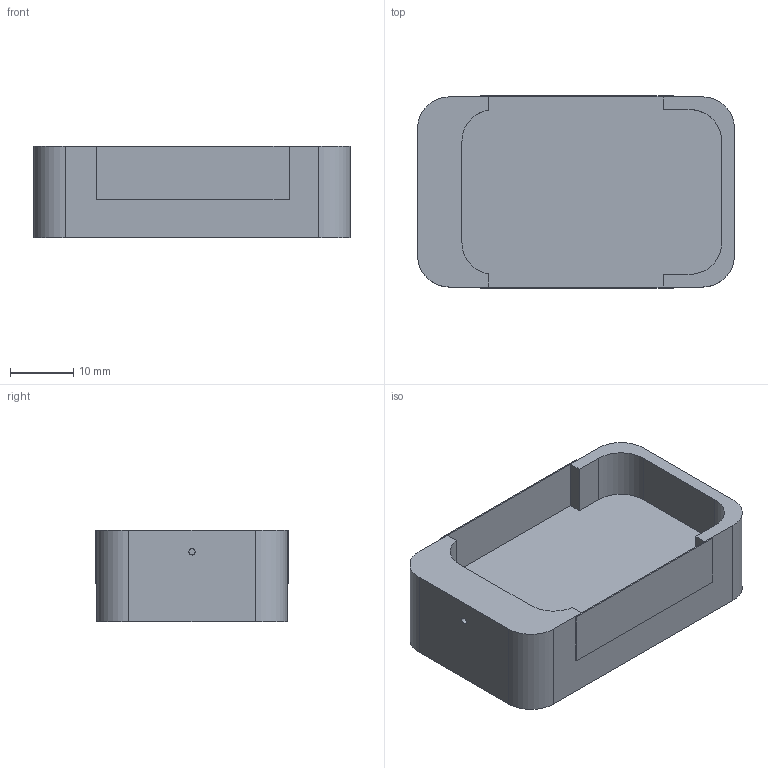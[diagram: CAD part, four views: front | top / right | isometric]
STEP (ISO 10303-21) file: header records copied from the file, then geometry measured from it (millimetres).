
FILE_DESCRIPTION(/* description */ (''),/* implementation_level */ '2;1');
FILE_NAME(/* name */ '47a3beaf-3822-4e24-8323-70d6e6d92d0e.stp',/* time_stamp */ '2022-07-10T08:57:43Z',/* author */ (''),/* organization */ (''),/* preprocessor_version */ 'ST-DEVELOPER v19',/* originating_system */ 'Autodesk Translation Framework v11.7.0.108',/* authorisation */ '');
FILE_SCHEMA (('AUTOMOTIVE_DESIGN { 1 0 10303 214 3 1 1 }'));
Length unit declared in the file: millimetre
Products named in the file (3): Cuve Historique; Component1; Component2
Assembly tree (3 placements, depth 2):
  Cuve Historique
    Component1
    Component2  x2
Bounding box: 50 x 30.4 x 14.5 mm (x, y, z)
Volume: 12300.2 mm3; surface area: 6426.8 mm2
Topology: 3 solids, 3 shells, 37 faces, 93 edges, 62 vertices
Faces by surface type: plane 28, cylinder 9
Full cylindrical faces by diameter (mm): 1 x1
Entity records: 1057 total; most frequent: DIRECTION 173, CARTESIAN_POINT 172, ORIENTED_EDGE 162, EDGE_CURVE 81, LINE 63, VECTOR 63, AXIS2_PLACEMENT_3D 55, VERTEX_POINT 54
